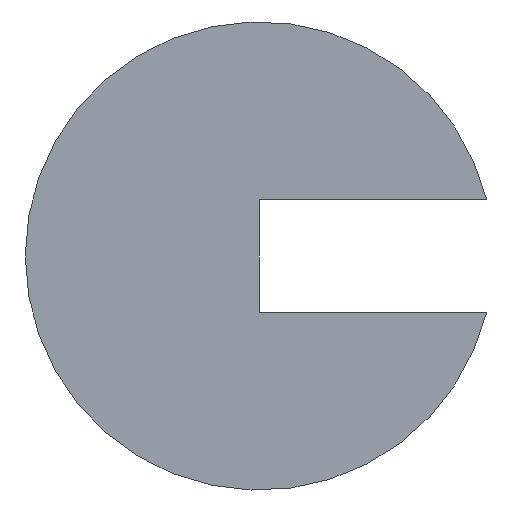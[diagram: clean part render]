
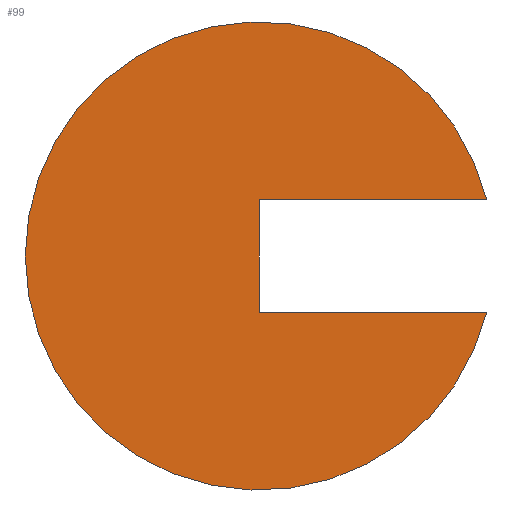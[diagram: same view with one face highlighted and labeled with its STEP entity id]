
A CAD part, left-side view. The second image highlights one B-rep face of the part: STEP entity #99.
In plain terms, the highlighted planar face has unit normal (-1, 0, 0).
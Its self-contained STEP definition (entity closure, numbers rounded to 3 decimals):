
#16=FACE_OUTER_BOUND('',#22,.T.);
#22=EDGE_LOOP('',(#70,#71,#72,#73));
#28=CIRCLE('',#120,2.5);
#30=LINE('',#159,#40);
#31=LINE('',#161,#41);
#32=LINE('',#164,#42);
#40=VECTOR('',#131,10.);
#41=VECTOR('',#132,10.);
#42=VECTOR('',#135,10.);
#50=VERTEX_POINT('',#157);
#51=VERTEX_POINT('',#158);
#52=VERTEX_POINT('',#160);
#53=VERTEX_POINT('',#162);
#58=EDGE_CURVE('',#50,#51,#30,.T.);
#59=EDGE_CURVE('',#51,#52,#31,.T.);
#60=EDGE_CURVE('',#52,#53,#28,.T.);
#61=EDGE_CURVE('',#53,#50,#32,.T.);
#70=ORIENTED_EDGE('',*,*,#58,.T.);
#71=ORIENTED_EDGE('',*,*,#59,.T.);
#72=ORIENTED_EDGE('',*,*,#60,.T.);
#73=ORIENTED_EDGE('',*,*,#61,.T.);
#94=PLANE('',#119);
#99=ADVANCED_FACE('',(#16),#94,.F.);
#119=AXIS2_PLACEMENT_3D('',#156,#129,#130);
#120=AXIS2_PLACEMENT_3D('',#163,#133,#134);
#129=DIRECTION('center_axis',(1.,0.,0.));
#130=DIRECTION('ref_axis',(0.,0.,-1.));
#131=DIRECTION('',(0.,0.,1.));
#132=DIRECTION('',(0.,-1.,0.));
#133=DIRECTION('center_axis',(-1.,0.,0.));
#134=DIRECTION('ref_axis',(0.,0.,-1.));
#135=DIRECTION('',(0.,1.,0.));
#156=CARTESIAN_POINT('Origin',(-0.55,27.551,0.56));
#157=CARTESIAN_POINT('',(-0.55,27.514,-0.04));
#158=CARTESIAN_POINT('',(-0.55,27.514,1.16));
#159=CARTESIAN_POINT('',(-0.55,27.514,0.56));
#160=CARTESIAN_POINT('',(-0.55,25.087,1.16));
#161=CARTESIAN_POINT('',(-0.55,27.514,1.16));
#162=CARTESIAN_POINT('',(-0.55,25.087,-0.04));
#163=CARTESIAN_POINT('Origin',(-0.55,27.514,0.56));
#164=CARTESIAN_POINT('',(-0.55,27.514,-0.04));
